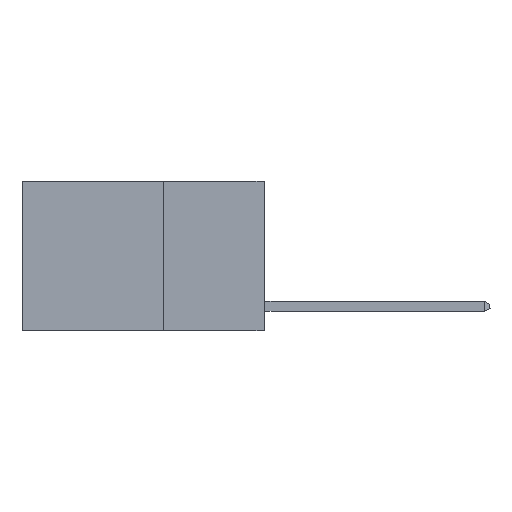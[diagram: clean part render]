
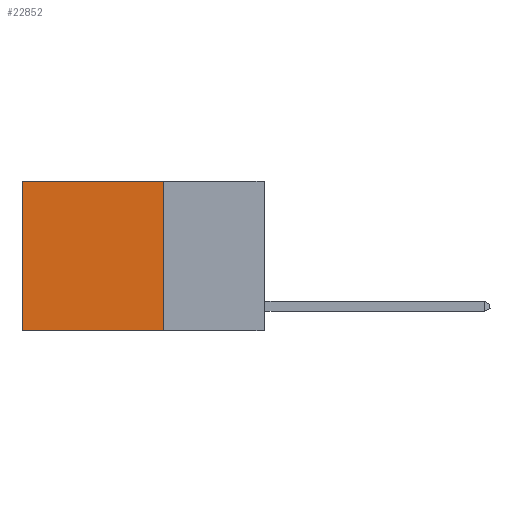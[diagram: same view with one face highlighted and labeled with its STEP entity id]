
A CAD part, left-side view. The second image highlights one B-rep face of the part: STEP entity #22852.
In plain terms, the highlighted planar face has unit normal (-1, 0, 0).
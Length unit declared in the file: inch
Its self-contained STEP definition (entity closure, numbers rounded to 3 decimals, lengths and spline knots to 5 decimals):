
#1496 = LINE ( 'NONE', #24676, #17930 ) ;
#1950 = LINE ( 'NONE', #13533, #14966 ) ;
#2599 = VERTEX_POINT ( 'NONE', #22353 ) ;
#3498 = CARTESIAN_POINT ( 'NONE',  ( 0.2625, 0.25, 0. ) ) ;
#3694 = ORIENTED_EDGE ( 'NONE', *, *, #16027, .F. ) ;
#3849 = ORIENTED_EDGE ( 'NONE', *, *, #4415, .T. ) ;
#4282 = CARTESIAN_POINT ( 'NONE',  ( 0.2625, 0.25, 0. ) ) ;
#4415 = EDGE_CURVE ( 'NONE', #9166, #2599, #7204, .T. ) ;
#5193 = CARTESIAN_POINT ( 'NONE',  ( 0.2625, 0.6, 0. ) ) ;
#5521 = FACE_OUTER_BOUND ( 'NONE', #12536, .T. ) ;
#6533 = CARTESIAN_POINT ( 'NONE',  ( 0.2625, 0.25, -0.37 ) ) ;
#6623 = ORIENTED_EDGE ( 'NONE', *, *, #16568, .F. ) ;
#7071 = DIRECTION ( 'NONE',  ( 1., 0., 0. ) ) ;
#7184 = CARTESIAN_POINT ( 'NONE',  ( 0.2625, 0.6, -0.37 ) ) ;
#7204 = LINE ( 'NONE', #17265, #11060 ) ;
#7248 = EDGE_CURVE ( 'NONE', #2599, #9237, #22359, .T. ) ;
#7805 = VERTEX_POINT ( 'NONE', #6533 ) ;
#9166 = VERTEX_POINT ( 'NONE', #4282 ) ;
#9199 = DIRECTION ( 'NONE',  ( 0., 1., 0. ) ) ;
#9237 = VERTEX_POINT ( 'NONE', #7184 ) ;
#11060 = VECTOR ( 'NONE', #11161, 39.37008 ) ;
#11161 = DIRECTION ( 'NONE',  ( 0., 1., 0. ) ) ;
#12536 = EDGE_LOOP ( 'NONE', ( #13082, #3694, #6623, #3849 ) ) ;
#13082 = ORIENTED_EDGE ( 'NONE', *, *, #7248, .T. ) ;
#13533 = CARTESIAN_POINT ( 'NONE',  ( 0.2625, 0.25, 0. ) ) ;
#14817 = PLANE ( 'NONE',  #21990 ) ;
#14966 = VECTOR ( 'NONE', #23009, 39.37008 ) ;
#15066 = DIRECTION ( 'NONE',  ( 0., 0., -1. ) ) ;
#16027 = EDGE_CURVE ( 'NONE', #7805, #9237, #1496, .T. ) ;
#16204 = VECTOR ( 'NONE', #16661, 39.37008 ) ;
#16568 = EDGE_CURVE ( 'NONE', #9166, #7805, #1950, .T. ) ;
#16661 = DIRECTION ( 'NONE',  ( 0., 0., -1. ) ) ;
#17265 = CARTESIAN_POINT ( 'NONE',  ( 0.2625, 0.25, 0. ) ) ;
#17930 = VECTOR ( 'NONE', #9199, 39.37008 ) ;
#21990 = AXIS2_PLACEMENT_3D ( 'NONE', #3498, #7071, #15066 ) ;
#22353 = CARTESIAN_POINT ( 'NONE',  ( 0.2625, 0.6, 0. ) ) ;
#22359 = LINE ( 'NONE', #5193, #16204 ) ;
#22852 = ADVANCED_FACE ( 'NONE', ( #5521 ), #14817, .F. ) ;
#23009 = DIRECTION ( 'NONE',  ( 0., 0., -1. ) ) ;
#24676 = CARTESIAN_POINT ( 'NONE',  ( 0.2625, 0.25, -0.37 ) ) ;
